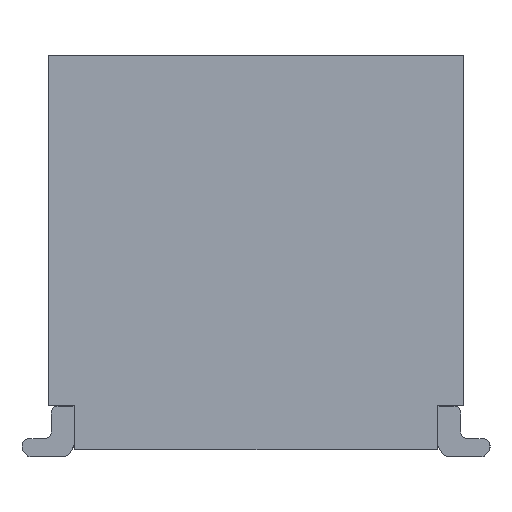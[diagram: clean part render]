
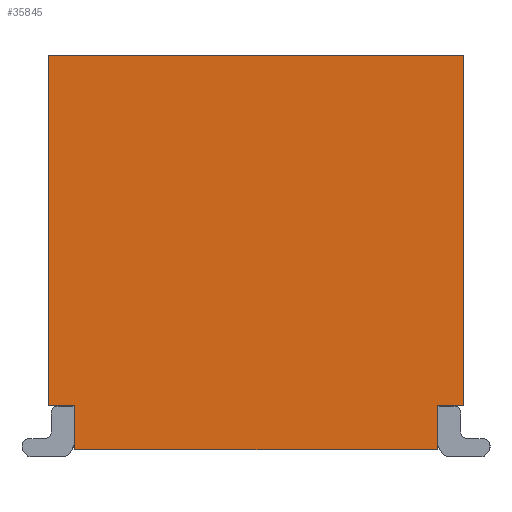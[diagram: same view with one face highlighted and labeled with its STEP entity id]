
A CAD part, left-side view. The second image highlights one B-rep face of the part: STEP entity #35845.
In plain terms, the highlighted planar face has unit normal (-1, 0, 0).
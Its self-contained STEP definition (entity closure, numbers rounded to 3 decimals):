
#6418=CARTESIAN_POINT('',(-5.3,1.5,-1.005));
#6419=VERTEX_POINT('',#6418);
#6426=CARTESIAN_POINT('',(-5.3,1.5,1.525));
#6427=VERTEX_POINT('',#6426);
#6428=CARTESIAN_POINT('',(-5.3,1.5,-1.005));
#6429=DIRECTION('',(0.,0.,1.));
#6430=VECTOR('',#6429,2.53);
#6431=LINE('',#6428,#6430);
#6432=EDGE_CURVE('',#6419,#6427,#6431,.T.);
#7036=CARTESIAN_POINT('',(-5.3,-1.5,1.525));
#7037=VERTEX_POINT('',#7036);
#7044=CARTESIAN_POINT('',(-5.3,-1.5,-1.005));
#7045=VERTEX_POINT('',#7044);
#7046=CARTESIAN_POINT('',(-5.3,-1.5,-1.005));
#7047=DIRECTION('',(0.,0.,1.));
#7048=VECTOR('',#7047,2.53);
#7049=LINE('',#7046,#7048);
#7050=EDGE_CURVE('',#7045,#7037,#7049,.T.);
#7674=CARTESIAN_POINT('',(-5.3,-1.5,1.525));
#7675=DIRECTION('',(0.,1.,0.));
#7676=VECTOR('',#7675,3.);
#7677=LINE('',#7674,#7676);
#7678=EDGE_CURVE('',#7037,#6427,#7677,.T.);
#35797=CARTESIAN_POINT('',(-5.3,0.,0.1));
#35798=DIRECTION('',(0.,0.,-1.));
#35799=DIRECTION('',(-1.,-0.,-0.));
#35800=AXIS2_PLACEMENT_3D('',#35797,#35799,#35798);
#35801=PLANE('',#35800);
#35802=CARTESIAN_POINT('',(-5.3,-1.31,-1.005));
#35803=VERTEX_POINT('',#35802);
#35804=CARTESIAN_POINT('',(-5.3,-1.31,-1.005));
#35805=DIRECTION('',(0.,-1.,0.));
#35806=VECTOR('',#35805,0.19);
#35807=LINE('',#35804,#35806);
#35808=EDGE_CURVE('',#35803,#7045,#35807,.T.);
#35809=ORIENTED_EDGE('',*,*,#35808,.T.);
#35810=ORIENTED_EDGE('',*,*,#7050,.T.);
#35811=ORIENTED_EDGE('',*,*,#7678,.T.);
#35812=ORIENTED_EDGE('',*,*,#6432,.F.);
#35813=CARTESIAN_POINT('',(-5.3,1.31,-1.005));
#35814=VERTEX_POINT('',#35813);
#35815=CARTESIAN_POINT('',(-5.3,1.5,-1.005));
#35816=DIRECTION('',(0.,-1.,0.));
#35817=VECTOR('',#35816,0.19);
#35818=LINE('',#35815,#35817);
#35819=EDGE_CURVE('',#6419,#35814,#35818,.T.);
#35820=ORIENTED_EDGE('',*,*,#35819,.T.);
#35821=CARTESIAN_POINT('',(-5.3,1.31,-1.325));
#35822=VERTEX_POINT('',#35821);
#35823=CARTESIAN_POINT('',(-5.3,1.31,-1.325));
#35824=DIRECTION('',(0.,0.,1.));
#35825=VECTOR('',#35824,0.32);
#35826=LINE('',#35823,#35825);
#35827=EDGE_CURVE('',#35822,#35814,#35826,.T.);
#35828=ORIENTED_EDGE('',*,*,#35827,.F.);
#35829=CARTESIAN_POINT('',(-5.3,-1.31,-1.325));
#35830=VERTEX_POINT('',#35829);
#35831=CARTESIAN_POINT('',(-5.3,1.31,-1.325));
#35832=DIRECTION('',(0.,-1.,0.));
#35833=VECTOR('',#35832,2.62);
#35834=LINE('',#35831,#35833);
#35835=EDGE_CURVE('',#35822,#35830,#35834,.T.);
#35836=ORIENTED_EDGE('',*,*,#35835,.T.);
#35837=CARTESIAN_POINT('',(-5.3,-1.31,-1.325));
#35838=DIRECTION('',(0.,0.,1.));
#35839=VECTOR('',#35838,0.32);
#35840=LINE('',#35837,#35839);
#35841=EDGE_CURVE('',#35830,#35803,#35840,.T.);
#35842=ORIENTED_EDGE('',*,*,#35841,.T.);
#35843=EDGE_LOOP('',(#35809,#35810,#35811,#35812,#35820,#35828,#35836,#35842));
#35844=FACE_OUTER_BOUND('',#35843,.T.);
#35845=ADVANCED_FACE('',(#35844),#35801,.T.);
